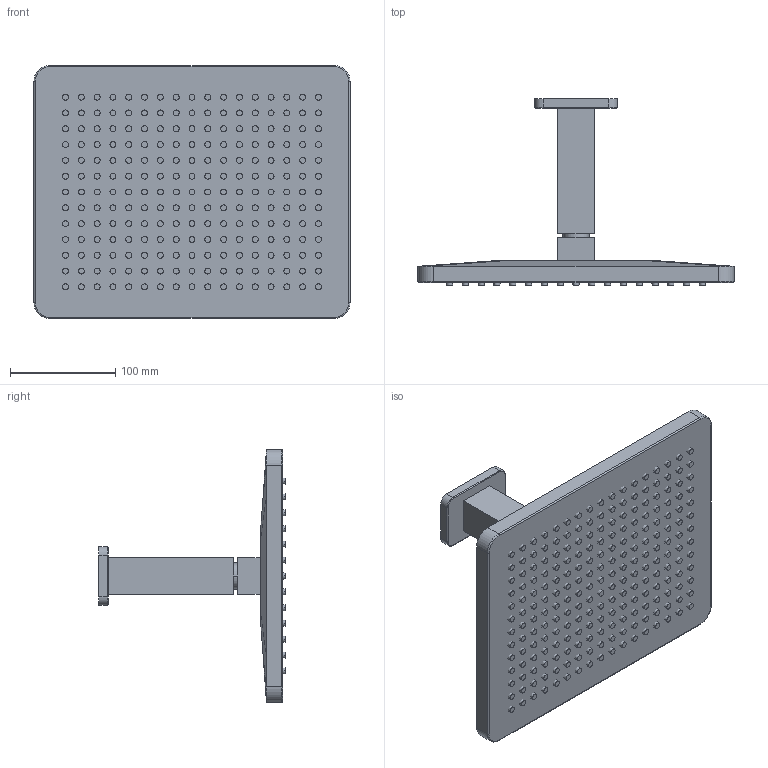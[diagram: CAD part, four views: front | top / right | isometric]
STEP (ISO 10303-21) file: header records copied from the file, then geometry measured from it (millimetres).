
FILE_DESCRIPTION (( 'STEP AP203' ), '1' );
FILE_NAME ('28796710-00.STEP', '2018-07-03T14:52:43', ( '' ), ( '' ), 'SwSTEP 2.0', 'SolidWorks 2017', '' );
FILE_SCHEMA (( 'CONFIG_CONTROL_DESIGN' ));
Length unit declared in the file: millimetre
Products named in the file (8): Planungsmodell_Halter-+-28.795.960-01_-_K1; Planungsmodell_Einsatz-+-28.785.960-01_-_K1; Planungsmodell_Halter-+-28.795.960-01_-_K2_35x35x119; Planungsmodell_Deckel-+-09.11.02.305.90-01_K1; Planungsmodell_Abdeckung-+-33.543.780-01_ _K88_78x55,50x9; 28796710-00; Planungsmodell_Rohr_gerade-+-28.568.780-10_ _K36_25x10; Planungsmodell_Platte -+-09.11.01.092.94-01_-_K11_300x240x15,50
Assembly tree (7 placements, depth 2):
  28796710-00
    Planungsmodell_Rohr_gerade-+-28.568.780-10_ _K36_25x10
    Planungsmodell_Platte -+-09.11.01.092.94-01_-_K11_300x240x15,50
    Planungsmodell_Halter-+-28.795.960-01_-_K1
    Planungsmodell_Einsatz-+-28.785.960-01_-_K1
    Planungsmodell_Halter-+-28.795.960-01_-_K2_35x35x119
    Planungsmodell_Abdeckung-+-33.543.780-01_ _K88_78x55,50x9
    Planungsmodell_Deckel-+-09.11.02.305.90-01_K1
Bounding box: 300 x 176.99 x 240 mm (x, y, z)
Volume: 1792178.5 mm3; surface area: 479700.9 mm2
Topology: 7 solids, 7 shells, 784 faces, 1599 edges, 1050 vertices
Faces by surface type: cone 446, plane 263, bspline 35, cylinder 28, torus 12
Entity records: 23505 total; most frequent: CARTESIAN_POINT 5306, DIRECTION 4046, ORIENTED_EDGE 3198, AXIS2_PLACEMENT_3D 1736, EDGE_CURVE 1599, VERTEX_POINT 1050, EDGE_LOOP 1005, CIRCLE 977
